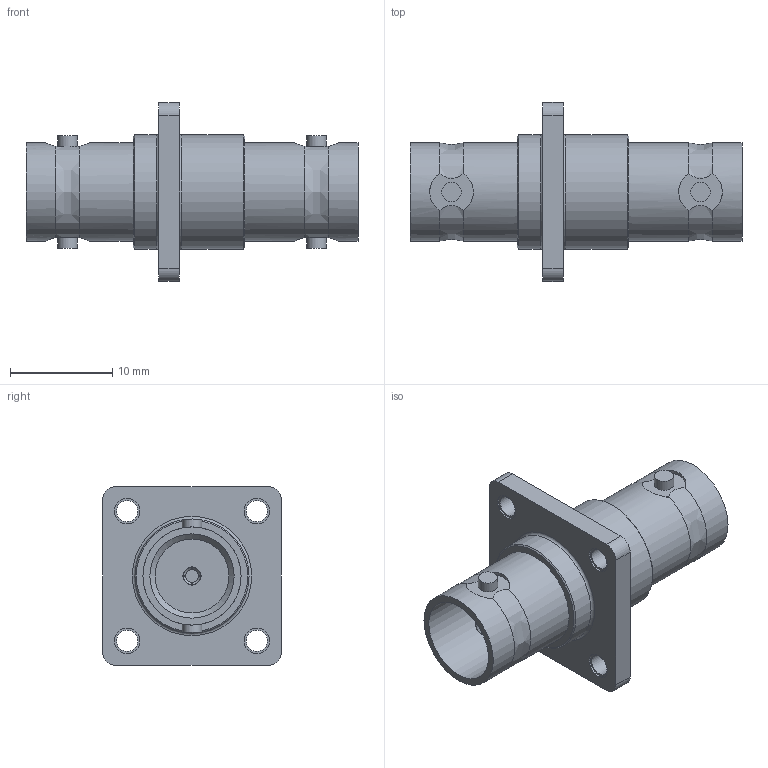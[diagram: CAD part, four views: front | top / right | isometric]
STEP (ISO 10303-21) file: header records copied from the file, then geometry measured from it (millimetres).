
FILE_DESCRIPTION (( 'STEP AP203' ), '1' );
FILE_NAME ('PE9367_3D.step', '2022-04-07T14:02:55', ( '' ), ( '' ), 'SwSTEP 2.0', 'SolidWorks 2021', '' );
FILE_SCHEMA (( 'CONFIG_CONTROL_DESIGN' ));
Length unit declared in the file: inch
Products named in the file (1): PE9367_3D
Bounding box: 32.5 x 17.5 x 17.5 mm (x, y, z)
Volume: 1994.2 mm3; surface area: 2371.3 mm2
Topology: 1 solids, 1 shells, 120 faces, 292 edges, 194 vertices
Faces by surface type: plane 62, cylinder 40, cone 12, bspline 4, torus 2
Full cylindrical faces by diameter (mm): 1.27 x2, 1.778 x2, 1.905 x4, 2.083 x4, 2.515 x8, 8.255 x2, 9.601 x4, 11.176 x2
Entity records: 3707 total; most frequent: CARTESIAN_POINT 961, DIRECTION 566, ORIENTED_EDGE 492, EDGE_CURVE 246, AXIS2_PLACEMENT_3D 235, VERTEX_POINT 182, EDGE_LOOP 182, FACE_OUTER_BOUND 150
